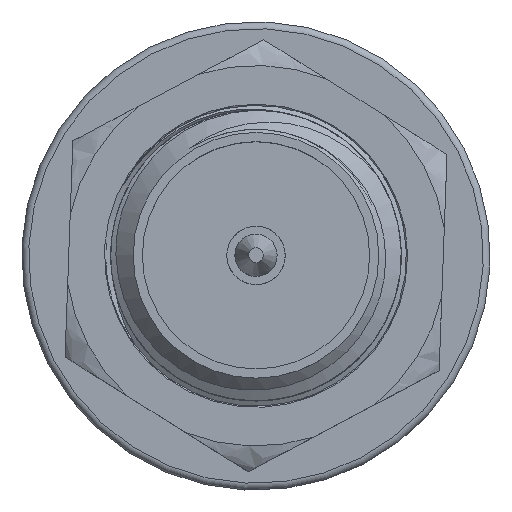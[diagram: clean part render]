
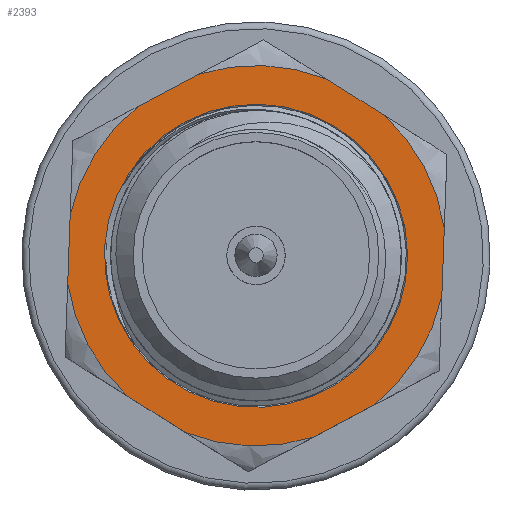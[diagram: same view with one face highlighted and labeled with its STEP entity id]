
A CAD part, top view. The second image highlights one B-rep face of the part: STEP entity #2393.
In plain terms, the highlighted planar face has unit normal (0, 0, 1).
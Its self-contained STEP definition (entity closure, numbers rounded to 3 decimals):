
#309=LINE('',#6170,#507);
#312=LINE('',#6187,#510);
#314=LINE('',#6202,#512);
#318=LINE('',#6221,#516);
#321=LINE('',#6238,#519);
#323=LINE('',#6253,#521);
#507=VECTOR('',#3857,1000.);
#510=VECTOR('',#3866,1000.);
#512=VECTOR('',#3874,1000.);
#516=VECTOR('',#3884,1000.);
#519=VECTOR('',#3893,1000.);
#521=VECTOR('',#3901,1000.);
#1141=ORIENTED_EDGE('',*,*,#1508,.T.);
#1142=ORIENTED_EDGE('',*,*,#1506,.F.);
#1143=ORIENTED_EDGE('',*,*,#1503,.T.);
#1144=ORIENTED_EDGE('',*,*,#1501,.F.);
#1145=ORIENTED_EDGE('',*,*,#1497,.T.);
#1146=ORIENTED_EDGE('',*,*,#1495,.F.);
#1147=ORIENTED_EDGE('',*,*,#1491,.T.);
#1148=ORIENTED_EDGE('',*,*,#1488,.F.);
#1149=ORIENTED_EDGE('',*,*,#1485,.T.);
#1150=ORIENTED_EDGE('',*,*,#1483,.F.);
#1151=ORIENTED_EDGE('',*,*,#1480,.T.);
#1152=ORIENTED_EDGE('',*,*,#1477,.F.);
#1153=ORIENTED_EDGE('',*,*,#1471,.T.);
#1471=EDGE_CURVE('',#1725,#1726,#1832,.F.);
#1477=EDGE_CURVE('',#1725,#1729,#309,.T.);
#1480=EDGE_CURVE('',#1730,#1729,#1833,.F.);
#1483=EDGE_CURVE('',#1730,#1732,#312,.T.);
#1485=EDGE_CURVE('',#1733,#1732,#1834,.F.);
#1488=EDGE_CURVE('',#1733,#1734,#314,.T.);
#1491=EDGE_CURVE('',#1736,#1734,#1835,.F.);
#1495=EDGE_CURVE('',#1736,#1738,#318,.T.);
#1497=EDGE_CURVE('',#1739,#1738,#1836,.F.);
#1501=EDGE_CURVE('',#1739,#1741,#321,.T.);
#1503=EDGE_CURVE('',#1742,#1741,#1837,.F.);
#1506=EDGE_CURVE('',#1742,#1726,#323,.T.);
#1508=EDGE_CURVE('',#1744,#1744,#1839,.T.);
#1725=VERTEX_POINT('',#6154);
#1726=VERTEX_POINT('',#6155);
#1729=VERTEX_POINT('',#6171);
#1730=VERTEX_POINT('',#6181);
#1732=VERTEX_POINT('',#6188);
#1733=VERTEX_POINT('',#6195);
#1734=VERTEX_POINT('',#6203);
#1736=VERTEX_POINT('',#6212);
#1738=VERTEX_POINT('',#6222);
#1739=VERTEX_POINT('',#6229);
#1741=VERTEX_POINT('',#6239);
#1742=VERTEX_POINT('',#6246);
#1744=VERTEX_POINT('',#6259);
#1832=CIRCLE('',#3253,4.142);
#1833=CIRCLE('',#3256,4.142);
#1834=CIRCLE('',#3259,4.142);
#1835=CIRCLE('',#3262,4.142);
#1836=CIRCLE('',#3265,4.142);
#1837=CIRCLE('',#3268,4.142);
#1839=CIRCLE('',#3273,3.3);
#2001=EDGE_LOOP('',(#1141));
#2002=EDGE_LOOP('',(#1142,#1143,#1144,#1145,#1146,#1147,#1148,#1149,#1150,
#1151,#1152,#1153));
#2172=FACE_BOUND('',#2001,.T.);
#2173=FACE_BOUND('',#2002,.T.);
#2264=PLANE('',#3272);
#2393=ADVANCED_FACE('',(#2172,#2173),#2264,.F.);
#3253=AXIS2_PLACEMENT_3D('',#6153,#3850,#3851);
#3256=AXIS2_PLACEMENT_3D('',#6182,#3860,#3861);
#3259=AXIS2_PLACEMENT_3D('',#6194,#3869,#3870);
#3262=AXIS2_PLACEMENT_3D('',#6211,#3878,#3879);
#3265=AXIS2_PLACEMENT_3D('',#6228,#3887,#3888);
#3268=AXIS2_PLACEMENT_3D('',#6245,#3896,#3897);
#3272=AXIS2_PLACEMENT_3D('',#6257,#3906,#3907);
#3273=AXIS2_PLACEMENT_3D('',#6258,#3908,#3909);
#3850=DIRECTION('',(0.,0.,-1.));
#3851=DIRECTION('',(-0.468,0.884,0.));
#3857=DIRECTION('',(0.847,-0.531,0.));
#3860=DIRECTION('',(0.,0.,-1.));
#3861=DIRECTION('',(-0.468,0.884,0.));
#3866=DIRECTION('',(-0.036,-0.999,0.));
#3869=DIRECTION('',(0.,0.,-1.));
#3870=DIRECTION('',(-0.468,0.884,0.));
#3874=DIRECTION('',(-0.884,-0.468,0.));
#3878=DIRECTION('',(0.,0.,-1.));
#3879=DIRECTION('',(-0.468,0.884,0.));
#3884=DIRECTION('',(-0.847,0.531,0.));
#3887=DIRECTION('',(0.,0.,-1.));
#3888=DIRECTION('',(-0.468,0.884,0.));
#3893=DIRECTION('',(0.036,0.999,0.));
#3896=DIRECTION('',(0.,0.,-1.));
#3897=DIRECTION('',(-0.468,0.884,0.));
#3901=DIRECTION('',(0.884,0.468,0.));
#3906=DIRECTION('',(0.,0.,-1.));
#3907=DIRECTION('',(-0.468,0.884,0.));
#3908=DIRECTION('',(0.,0.,-1.));
#3909=DIRECTION('',(-0.468,0.884,0.));
#6153=CARTESIAN_POINT('',(0.,0.,6.316));
#6154=CARTESIAN_POINT('',(1.534,3.848,6.316));
#6155=CARTESIAN_POINT('',(-1.251,3.949,6.316));
#6170=CARTESIAN_POINT('',(0.171,4.702,6.316));
#6171=CARTESIAN_POINT('',(2.795,3.058,6.316));
#6181=CARTESIAN_POINT('',(4.099,0.595,6.316));
#6182=CARTESIAN_POINT('',(0.,0.,6.316));
#6187=CARTESIAN_POINT('',(4.158,2.203,6.316));
#6188=CARTESIAN_POINT('',(4.045,-0.891,6.316));
#6194=CARTESIAN_POINT('',(0.,0.,6.316));
#6195=CARTESIAN_POINT('',(2.565,-3.253,6.316));
#6202=CARTESIAN_POINT('',(3.987,-2.499,6.316));
#6203=CARTESIAN_POINT('',(1.251,-3.949,6.316));
#6211=CARTESIAN_POINT('',(0.,0.,6.316));
#6212=CARTESIAN_POINT('',(-1.534,-3.848,6.316));
#6221=CARTESIAN_POINT('',(-0.171,-4.702,6.316));
#6222=CARTESIAN_POINT('',(-2.795,-3.058,6.316));
#6228=CARTESIAN_POINT('',(0.,0.,6.316));
#6229=CARTESIAN_POINT('',(-4.099,-0.595,6.316));
#6238=CARTESIAN_POINT('',(-4.158,-2.203,6.316));
#6239=CARTESIAN_POINT('',(-4.045,0.891,6.316));
#6245=CARTESIAN_POINT('',(0.,0.,6.316));
#6246=CARTESIAN_POINT('',(-2.565,3.253,6.316));
#6253=CARTESIAN_POINT('',(-3.987,2.499,6.316));
#6257=CARTESIAN_POINT('',(0.,0.,6.316));
#6258=CARTESIAN_POINT('',(0.,0.,6.316));
#6259=CARTESIAN_POINT('',(-1.545,2.916,6.316));
